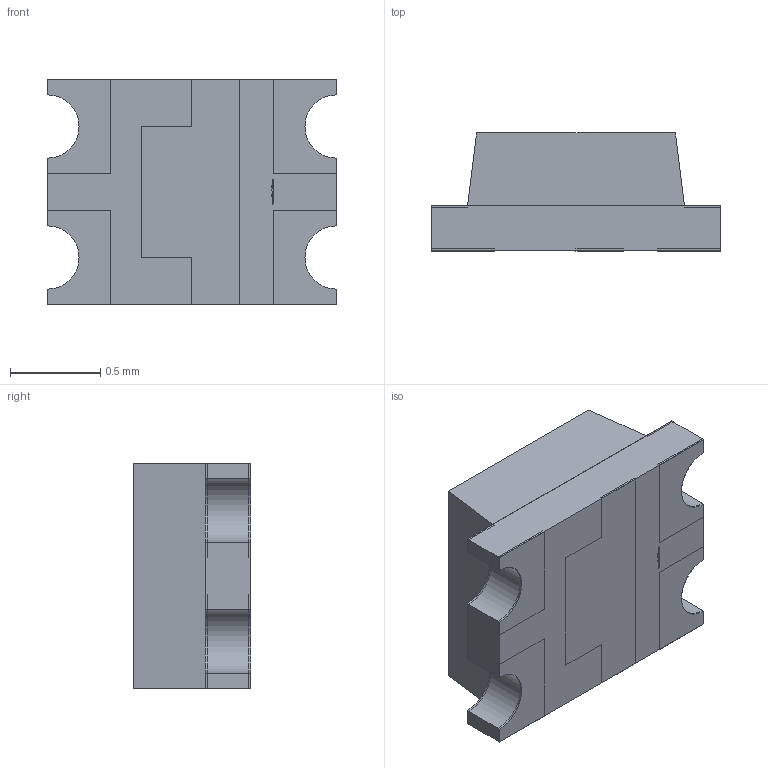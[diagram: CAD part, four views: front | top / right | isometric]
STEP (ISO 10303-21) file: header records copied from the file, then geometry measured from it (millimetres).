
FILE_DESCRIPTION (( 'STEP AP214' ), '1' );
FILE_NAME ('XZxx62W-1.STEP', '2015-09-09T21:12:20', ( '' ), ( '' ), 'SwSTEP 2.0', 'SolidWorks 2012', '' );
FILE_SCHEMA (( 'AUTOMOTIVE_DESIGN' ));
Length unit declared in the file: millimetre
Products named in the file (1): XZxx62W-1
Bounding box: 1.6 x 0.65 x 1.25 mm (x, y, z)
Volume: 1 mm3; surface area: 12.9 mm2
Topology: 11 solids, 11 shells, 284 faces, 738 edges, 492 vertices
Faces by surface type: plane 204, bspline 68, cylinder 12
Entity records: 13438 total; most frequent: CARTESIAN_POINT 4711, ORIENTED_EDGE 1476, DIRECTION 1060, EDGE_CURVE 738, VECTOR 578, LINE 578, VERTEX_POINT 492, EDGE_LOOP 300
